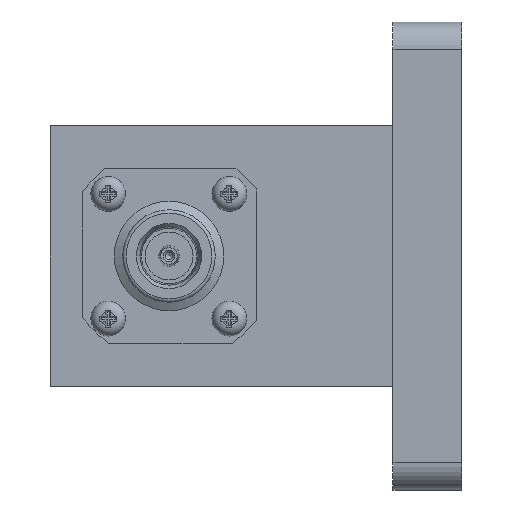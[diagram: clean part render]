
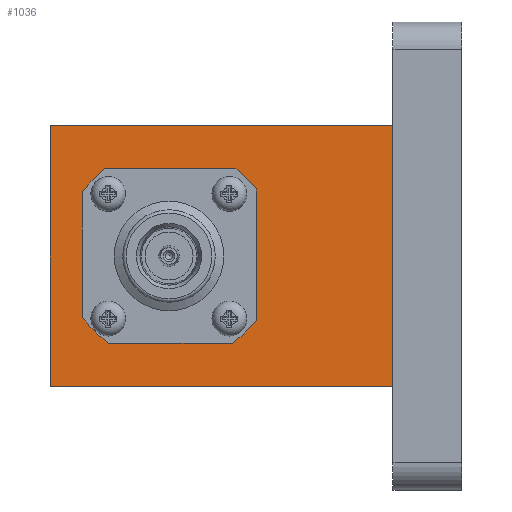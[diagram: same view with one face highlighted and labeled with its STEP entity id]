
A CAD part, front view. The second image highlights one B-rep face of the part: STEP entity #1036.
In plain terms, the highlighted planar face has unit normal (0, -1, 0).
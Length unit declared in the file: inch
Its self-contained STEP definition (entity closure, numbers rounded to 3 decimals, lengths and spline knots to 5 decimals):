
#105 = EDGE_CURVE ( 'NONE', #3023, #415, #5647, .T. ) ;
#139 = EDGE_CURVE ( 'NONE', #4976, #1169, #3156, .T. ) ;
#157 = ORIENTED_EDGE ( 'NONE', *, *, #2412, .T. ) ;
#252 = ORIENTED_EDGE ( 'NONE', *, *, #139, .F. ) ;
#284 = VECTOR ( 'NONE', #1142, 39.37008 ) ;
#324 = ORIENTED_EDGE ( 'NONE', *, *, #4927, .T. ) ;
#409 = CARTESIAN_POINT ( 'NONE',  ( -1.18062, -0.37469, 0.38498 ) ) ;
#415 = VERTEX_POINT ( 'NONE', #4425 ) ;
#448 = CARTESIAN_POINT ( 'NONE',  ( -2.3616, -0.37469, 0.74973 ) ) ;
#572 = DIRECTION ( 'NONE',  ( 0., 0., 1. ) ) ;
#649 = CARTESIAN_POINT ( 'NONE',  ( -2.18038, -0.37469, 0.3633 ) ) ;
#660 = LINE ( 'NONE', #5206, #3220 ) ;
#680 = LINE ( 'NONE', #1024, #5587 ) ;
#722 = DIRECTION ( 'NONE',  ( 0., 1., 0. ) ) ;
#747 = ORIENTED_EDGE ( 'NONE', *, *, #5406, .T. ) ;
#800 = DIRECTION ( 'NONE',  ( 0., 0., 1. ) ) ;
#1007 = VERTEX_POINT ( 'NONE', #2705 ) ;
#1024 = CARTESIAN_POINT ( 'NONE',  ( -2.3616, -0.37469, 0.74973 ) ) ;
#1036 = ADVANCED_FACE ( 'NONE', ( #3648, #4811 ), #2242, .F. ) ;
#1037 = EDGE_LOOP ( 'NONE', ( #2294, #3696, #1742, #324 ) ) ;
#1092 = CIRCLE ( 'NONE', #4691, 0.62 ) ;
#1098 = CARTESIAN_POINT ( 'NONE',  ( -2.02853, -0.37469, -0.5 ) ) ;
#1142 = DIRECTION ( 'NONE',  ( -1., 0., 0. ) ) ;
#1169 = VERTEX_POINT ( 'NONE', #4922 ) ;
#1245 = DIRECTION ( 'NONE',  ( 0., 0., -1. ) ) ;
#1260 = VERTEX_POINT ( 'NONE', #4254 ) ;
#1481 = CARTESIAN_POINT ( 'NONE',  ( -1.67255, -0.37469, 0.00762 ) ) ;
#1550 = DIRECTION ( 'NONE',  ( 1., 0., 0. ) ) ;
#1635 = CARTESIAN_POINT ( 'NONE',  ( -1.18062, -0.37469, 0.5 ) ) ;
#1712 = CARTESIAN_POINT ( 'NONE',  ( -1.31657, -0.37469, -0.5 ) ) ;
#1742 = ORIENTED_EDGE ( 'NONE', *, *, #3994, .F. ) ;
#1753 = DIRECTION ( 'NONE',  ( 0., 1., 0. ) ) ;
#1805 = DIRECTION ( 'NONE',  ( 0., 1., 0. ) ) ;
#1831 = VECTOR ( 'NONE', #1550, 39.37008 ) ;
#1853 = DIRECTION ( 'NONE',  ( 0., 1., 0. ) ) ;
#1876 = ORIENTED_EDGE ( 'NONE', *, *, #105, .T. ) ;
#1903 = VERTEX_POINT ( 'NONE', #4963 ) ;
#1933 = DIRECTION ( 'NONE',  ( 0., 0., 1. ) ) ;
#1958 = VECTOR ( 'NONE', #1245, 39.37008 ) ;
#2001 = EDGE_CURVE ( 'NONE', #1007, #2828, #2482, .T. ) ;
#2022 = AXIS2_PLACEMENT_3D ( 'NONE', #448, #1805, #4934 ) ;
#2125 = EDGE_CURVE ( 'NONE', #4976, #2180, #3869, .T. ) ;
#2180 = VERTEX_POINT ( 'NONE', #4272 ) ;
#2242 = PLANE ( 'NONE',  #2022 ) ;
#2294 = ORIENTED_EDGE ( 'NONE', *, *, #3515, .T. ) ;
#2339 = VECTOR ( 'NONE', #2348, 39.37008 ) ;
#2348 = DIRECTION ( 'NONE',  ( 1., 0., 0. ) ) ;
#2359 = VERTEX_POINT ( 'NONE', #1712 ) ;
#2412 = EDGE_CURVE ( 'NONE', #415, #2359, #2606, .T. ) ;
#2482 = LINE ( 'NONE', #5459, #2339 ) ;
#2591 = DIRECTION ( 'NONE',  ( 0., 0., -1. ) ) ;
#2606 = CIRCLE ( 'NONE', #4029, 0.62 ) ;
#2705 = CARTESIAN_POINT ( 'NONE',  ( -2.3616, -0.37469, 0.74973 ) ) ;
#2828 = VERTEX_POINT ( 'NONE', #4609 ) ;
#2945 = LINE ( 'NONE', #5592, #284 ) ;
#3023 = VERTEX_POINT ( 'NONE', #409 ) ;
#3029 = CARTESIAN_POINT ( 'NONE',  ( -2.18038, -0.37469, 0.5 ) ) ;
#3054 = EDGE_LOOP ( 'NONE', ( #4219, #747, #1876, #157, #3249, #4675, #252, #3663 ) ) ;
#3156 = LINE ( 'NONE', #3029, #1958 ) ;
#3170 = LINE ( 'NONE', #3798, #1831 ) ;
#3220 = VECTOR ( 'NONE', #3440, 39.37008 ) ;
#3249 = ORIENTED_EDGE ( 'NONE', *, *, #5149, .T. ) ;
#3440 = DIRECTION ( 'NONE',  ( -1., 0., 0. ) ) ;
#3447 = CARTESIAN_POINT ( 'NONE',  ( -1.67255, -0.37469, 0.00762 ) ) ;
#3485 = CARTESIAN_POINT ( 'NONE',  ( -2.3616, -0.37469, -0.74973 ) ) ;
#3515 = EDGE_CURVE ( 'NONE', #1903, #2828, #4575, .T. ) ;
#3622 = EDGE_CURVE ( 'NONE', #1260, #2180, #2945, .T. ) ;
#3648 = FACE_BOUND ( 'NONE', #3054, .T. ) ;
#3663 = ORIENTED_EDGE ( 'NONE', *, *, #2125, .T. ) ;
#3696 = ORIENTED_EDGE ( 'NONE', *, *, #2001, .F. ) ;
#3798 = CARTESIAN_POINT ( 'NONE',  ( -2.3616, -0.37469, -0.74973 ) ) ;
#3869 = CIRCLE ( 'NONE', #4667, 0.62 ) ;
#3893 = DIRECTION ( 'NONE',  ( 0., 0., 1. ) ) ;
#3959 = CARTESIAN_POINT ( 'NONE',  ( -0.3937, -0.37469, 0.74973 ) ) ;
#3994 = EDGE_CURVE ( 'NONE', #4660, #1007, #680, .T. ) ;
#4013 = AXIS2_PLACEMENT_3D ( 'NONE', #3447, #722, #3893 ) ;
#4029 = AXIS2_PLACEMENT_3D ( 'NONE', #4454, #1753, #4883 ) ;
#4219 = ORIENTED_EDGE ( 'NONE', *, *, #3622, .F. ) ;
#4254 = CARTESIAN_POINT ( 'NONE',  ( -1.29578, -0.37469, 0.5 ) ) ;
#4272 = CARTESIAN_POINT ( 'NONE',  ( -2.04933, -0.37469, 0.5 ) ) ;
#4425 = CARTESIAN_POINT ( 'NONE',  ( -1.18062, -0.37469, -0.36974 ) ) ;
#4454 = CARTESIAN_POINT ( 'NONE',  ( -1.67255, -0.37469, 0.00762 ) ) ;
#4541 = CARTESIAN_POINT ( 'NONE',  ( -1.67255, -0.37469, 0.00762 ) ) ;
#4571 = EDGE_CURVE ( 'NONE', #4957, #1169, #4851, .T. ) ;
#4575 = LINE ( 'NONE', #3959, #5743 ) ;
#4609 = CARTESIAN_POINT ( 'NONE',  ( -0.3937, -0.37469, 0.74973 ) ) ;
#4630 = DIRECTION ( 'NONE',  ( 0., 1., 0. ) ) ;
#4660 = VERTEX_POINT ( 'NONE', #3485 ) ;
#4667 = AXIS2_PLACEMENT_3D ( 'NONE', #1481, #4630, #1933 ) ;
#4675 = ORIENTED_EDGE ( 'NONE', *, *, #4571, .T. ) ;
#4691 = AXIS2_PLACEMENT_3D ( 'NONE', #4541, #1853, #4978 ) ;
#4811 = FACE_OUTER_BOUND ( 'NONE', #1037, .T. ) ;
#4851 = CIRCLE ( 'NONE', #4013, 0.62 ) ;
#4883 = DIRECTION ( 'NONE',  ( 0., 0., 1. ) ) ;
#4922 = CARTESIAN_POINT ( 'NONE',  ( -2.18038, -0.37469, -0.34806 ) ) ;
#4927 = EDGE_CURVE ( 'NONE', #4660, #1903, #3170, .T. ) ;
#4934 = DIRECTION ( 'NONE',  ( 0., 0., 1. ) ) ;
#4957 = VERTEX_POINT ( 'NONE', #1098 ) ;
#4963 = CARTESIAN_POINT ( 'NONE',  ( -0.3937, -0.37469, -0.74973 ) ) ;
#4976 = VERTEX_POINT ( 'NONE', #649 ) ;
#4978 = DIRECTION ( 'NONE',  ( 0., 0., 1. ) ) ;
#5149 = EDGE_CURVE ( 'NONE', #2359, #4957, #660, .T. ) ;
#5206 = CARTESIAN_POINT ( 'NONE',  ( 0., -0.37469, -0.5 ) ) ;
#5406 = EDGE_CURVE ( 'NONE', #1260, #3023, #1092, .T. ) ;
#5459 = CARTESIAN_POINT ( 'NONE',  ( -2.3616, -0.37469, 0.74973 ) ) ;
#5513 = VECTOR ( 'NONE', #2591, 39.37008 ) ;
#5587 = VECTOR ( 'NONE', #572, 39.37008 ) ;
#5592 = CARTESIAN_POINT ( 'NONE',  ( 0., -0.37469, 0.5 ) ) ;
#5647 = LINE ( 'NONE', #1635, #5513 ) ;
#5743 = VECTOR ( 'NONE', #800, 39.37008 ) ;
